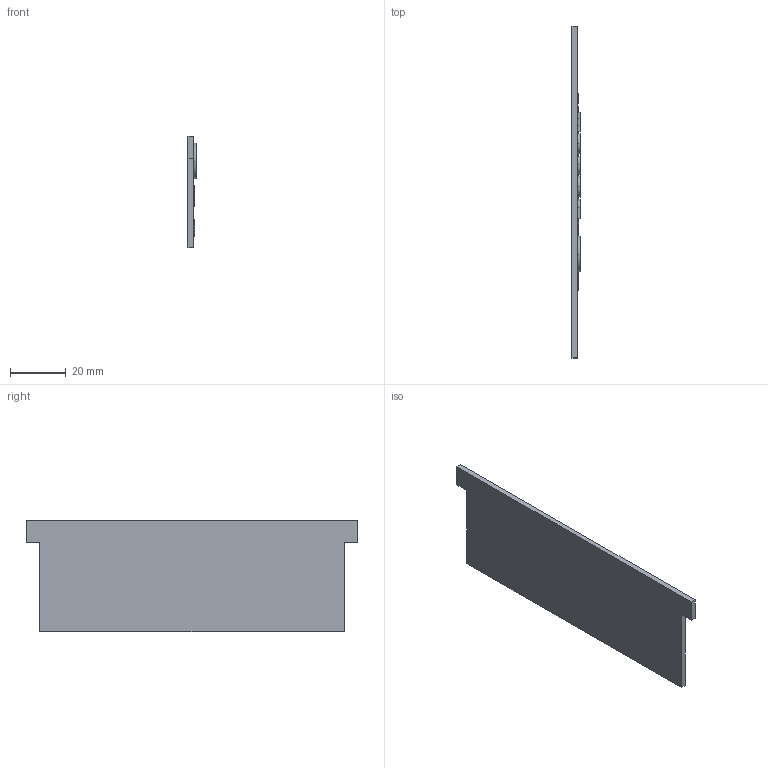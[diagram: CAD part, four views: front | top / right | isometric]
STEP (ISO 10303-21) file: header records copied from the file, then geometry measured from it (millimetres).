
FILE_DESCRIPTION(/* description */ (''),/* implementation_level */ '2;1');
FILE_NAME(/* name */ 'Bohrschrauber (GSR 12V-35 FC).step',/* time_stamp */ '2021-05-20T11:48:06+02:00',/* author */ (''),/* organization */ (''),/* preprocessor_version */ 'ST-DEVELOPER v18.1',/* originating_system */ 'Autodesk Translation Framework v10.6.0.1341',/* authorisation */ '');
FILE_SCHEMA (('AUTOMOTIVE_DESIGN { 1 0 10303 214 3 1 1 }'));
Length unit declared in the file: millimetre
Products named in the file (1): L-Boxx Label
Bounding box: 2.9 x 119 x 40 mm (x, y, z)
Volume: 8833.8 mm3; surface area: 10165.6 mm2
Topology: 1 solids, 1 shells, 549 faces, 1506 edges, 1004 vertices
Faces by surface type: bspline 312, plane 237
Entity records: 17748 total; most frequent: CARTESIAN_POINT 6074, ORIENTED_EDGE 3012, EDGE_CURVE 1506, DIRECTION 1357, VERTEX_POINT 1004, LINE 881, VECTOR 881, EDGE_LOOP 594
